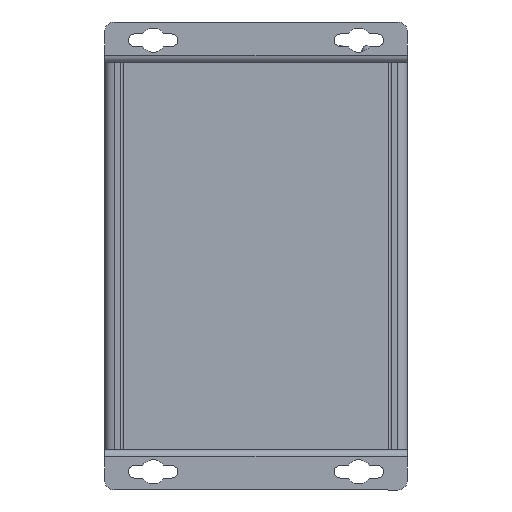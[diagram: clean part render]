
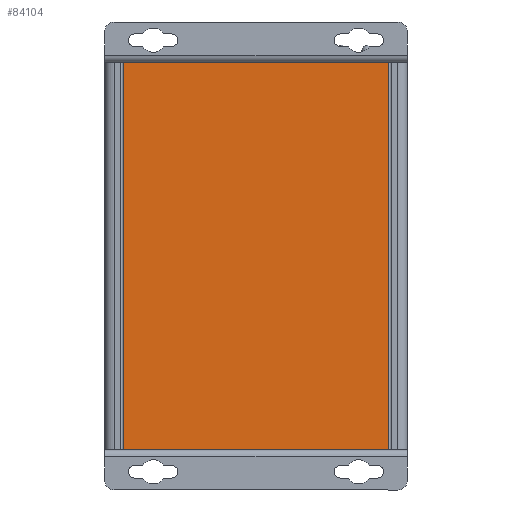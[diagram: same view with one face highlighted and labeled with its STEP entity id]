
A CAD part, front view. The second image highlights one B-rep face of the part: STEP entity #84104.
In plain terms, the highlighted planar face has unit normal (0, -1, 0).
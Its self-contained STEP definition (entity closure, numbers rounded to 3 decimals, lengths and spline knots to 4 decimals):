
#6035=FACE_OUTER_BOUND('',#10601,.T.);
#10601=EDGE_LOOP('',(#70636,#70637,#70638,#70639));
#18512=LINE('',#126343,#27631);
#19398=LINE('',#131288,#28517);
#20798=LINE('',#139050,#29917);
#20799=LINE('',#139051,#29918);
#27631=VECTOR('',#103012,4.3122);
#28517=VECTOR('',#104862,4.3122);
#29917=VECTOR('',#107620,6.2992);
#29918=VECTOR('',#107621,6.2992);
#35829=VERTEX_POINT('',#126340);
#35830=VERTEX_POINT('',#126342);
#36777=VERTEX_POINT('',#131285);
#36778=VERTEX_POINT('',#131287);
#45880=EDGE_CURVE('',#35830,#35829,#18512,.T.);
#47229=EDGE_CURVE('',#36778,#36777,#19398,.T.);
#49164=EDGE_CURVE('',#35830,#36777,#20798,.T.);
#49165=EDGE_CURVE('',#35829,#36778,#20799,.T.);
#70636=ORIENTED_EDGE('',*,*,#47229,.T.);
#70637=ORIENTED_EDGE('',*,*,#49164,.F.);
#70638=ORIENTED_EDGE('',*,*,#45880,.T.);
#70639=ORIENTED_EDGE('',*,*,#49165,.T.);
#76003=PLANE('',#89408);
#84104=ADVANCED_FACE('',(#6035),#76003,.T.);
#89408=AXIS2_PLACEMENT_3D('',#139049,#107618,#107619);
#103012=DIRECTION('',(1.,0.,0.));
#104862=DIRECTION('',(-1.,0.,0.));
#107618=DIRECTION('center_axis',(0.,-1.,0.));
#107619=DIRECTION('ref_axis',(0.,0.,
1.));
#107620=DIRECTION('',(0.,0.,1.));
#107621=DIRECTION('',(0.,0.,1.));
#126340=CARTESIAN_POINT('',(2.1561,-2.0276,0.));
#126342=CARTESIAN_POINT('',(-2.1561,-2.0276,0.));
#126343=CARTESIAN_POINT('',(-2.1561,-2.0276,0.));
#131285=CARTESIAN_POINT('',(-2.1561,-2.0276,6.2992));
#131287=CARTESIAN_POINT('',(2.1561,-2.0276,6.2992));
#131288=CARTESIAN_POINT('',(2.1561,-2.0276,6.2992));
#139049=CARTESIAN_POINT('Origin',(2.1561,-2.0276,0.));
#139050=CARTESIAN_POINT('',(-2.1561,-2.0276,0.));
#139051=CARTESIAN_POINT('',(2.1561,-2.0276,0.));
